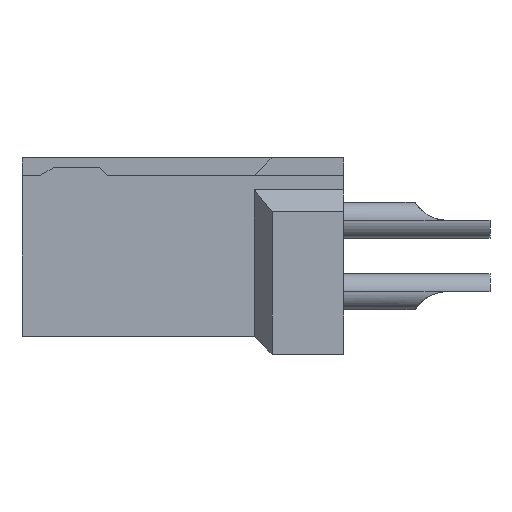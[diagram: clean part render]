
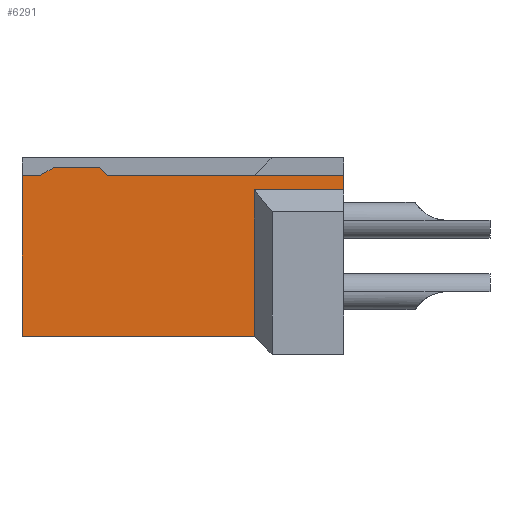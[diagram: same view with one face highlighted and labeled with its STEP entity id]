
A CAD part, left-side view. The second image highlights one B-rep face of the part: STEP entity #6291.
In plain terms, the highlighted planar face has unit normal (-1, 0, 0).
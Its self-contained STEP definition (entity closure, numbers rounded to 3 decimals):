
#21=DIRECTION('',(0.,0.,1.));
#22=VECTOR('',#21,0.4);
#23=CARTESIAN_POINT('',(-10.4,0.,1.85));
#24=LINE('',#23,#22);
#629=DIRECTION('',(0.,0.,-1.));
#630=VECTOR('',#629,4.5);
#631=CARTESIAN_POINT('',(-10.4,9.,2.25));
#632=LINE('',#631,#630);
#969=DIRECTION('',(0.,-1.,0.));
#970=VECTOR('',#969,6.5);
#971=CARTESIAN_POINT('',(-10.4,9.,-2.25));
#972=LINE('',#971,#970);
#1297=DIRECTION('',(0.,0.866,-0.5));
#1298=VECTOR('',#1297,0.46);
#1299=CARTESIAN_POINT('',(-10.4,8.102,2.48));
#1300=LINE('',#1299,#1298);
#1301=DIRECTION('',(0.,-1.,0.));
#1302=VECTOR('',#1301,1.272);
#1303=CARTESIAN_POINT('',(-10.4,8.102,2.48));
#1304=LINE('',#1303,#1302);
#1305=DIRECTION('',(0.,0.707,0.707));
#1306=VECTOR('',#1305,0.325);
#1307=CARTESIAN_POINT('',(-10.4,6.6,2.25));
#1308=LINE('',#1307,#1306);
#1309=DIRECTION('',(0.,-1.,0.));
#1310=VECTOR('',#1309,6.6);
#1311=CARTESIAN_POINT('',(-10.4,6.6,2.25));
#1312=LINE('',#1311,#1310);
#1313=DIRECTION('',(0.,1.,0.));
#1314=VECTOR('',#1313,2.5);
#1315=CARTESIAN_POINT('',(-10.4,0.,1.85));
#1316=LINE('',#1315,#1314);
#1317=DIRECTION('',(0.,0.,-1.));
#1318=VECTOR('',#1317,4.1);
#1319=CARTESIAN_POINT('',(-10.4,2.5,1.85));
#1320=LINE('',#1319,#1318);
#1321=DIRECTION('',(0.,-1.,0.));
#1322=VECTOR('',#1321,0.5);
#1323=CARTESIAN_POINT('',(-10.4,9.,2.25));
#1324=LINE('',#1323,#1322);
#3913=CARTESIAN_POINT('',(-10.4,9.,2.25));
#3914=CARTESIAN_POINT('',(-10.4,9.,-2.25));
#3915=VERTEX_POINT('',#3913);
#3916=VERTEX_POINT('',#3914);
#3923=CARTESIAN_POINT('',(-10.4,0.,2.25));
#3925=VERTEX_POINT('',#3923);
#3941=CARTESIAN_POINT('',(-10.4,2.5,-2.25));
#3943=VERTEX_POINT('',#3941);
#3972=CARTESIAN_POINT('',(-10.4,2.5,1.85));
#3974=VERTEX_POINT('',#3972);
#3975=CARTESIAN_POINT('',(-10.4,0.,1.85));
#3976=VERTEX_POINT('',#3975);
#4003=CARTESIAN_POINT('',(-10.4,8.102,2.48));
#4004=CARTESIAN_POINT('',(-10.4,8.5,2.25));
#4005=VERTEX_POINT('',#4003);
#4006=VERTEX_POINT('',#4004);
#4019=CARTESIAN_POINT('',(-10.4,6.6,2.25));
#4020=CARTESIAN_POINT('',(-10.4,6.83,2.48));
#4021=VERTEX_POINT('',#4019);
#4022=VERTEX_POINT('',#4020);
#6271=CARTESIAN_POINT('',(-10.4,9.,2.25));
#6272=DIRECTION('',(1.,0.,0.));
#6273=DIRECTION('',(0.,0.,-1.));
#6274=AXIS2_PLACEMENT_3D('',#6271,#6272,#6273);
#6275=PLANE('',#6274);
#6277=ORIENTED_EDGE('',*,*,#6276,.F.);
#6279=ORIENTED_EDGE('',*,*,#6278,.T.);
#6281=ORIENTED_EDGE('',*,*,#6280,.F.);
#6282=ORIENTED_EDGE('',*,*,#5326,.T.);
#6283=ORIENTED_EDGE('',*,*,#4818,.F.);
#6284=ORIENTED_EDGE('',*,*,#6263,.T.);
#6285=ORIENTED_EDGE('',*,*,#6252,.T.);
#6286=ORIENTED_EDGE('',*,*,#5622,.F.);
#6287=ORIENTED_EDGE('',*,*,#5408,.F.);
#6288=ORIENTED_EDGE('',*,*,#5315,.T.);
#6289=EDGE_LOOP('',(#6277,#6279,#6281,#6282,#6283,#6284,#6285,#6286,#6287,
#6288));
#6290=FACE_OUTER_BOUND('',#6289,.F.);
#4818=EDGE_CURVE('',#3976,#3925,#24,.T.);
#5315=EDGE_CURVE('',#3915,#4006,#1324,.T.);
#5326=EDGE_CURVE('',#4021,#3925,#1312,.T.);
#5408=EDGE_CURVE('',#3915,#3916,#632,.T.);
#5622=EDGE_CURVE('',#3916,#3943,#972,.T.);
#6252=EDGE_CURVE('',#3974,#3943,#1320,.T.);
#6263=EDGE_CURVE('',#3976,#3974,#1316,.T.);
#6276=EDGE_CURVE('',#4005,#4006,#1300,.T.);
#6278=EDGE_CURVE('',#4005,#4022,#1304,.T.);
#6280=EDGE_CURVE('',#4021,#4022,#1308,.T.);
#6291=ADVANCED_FACE('',(#6290),#6275,.F.);
